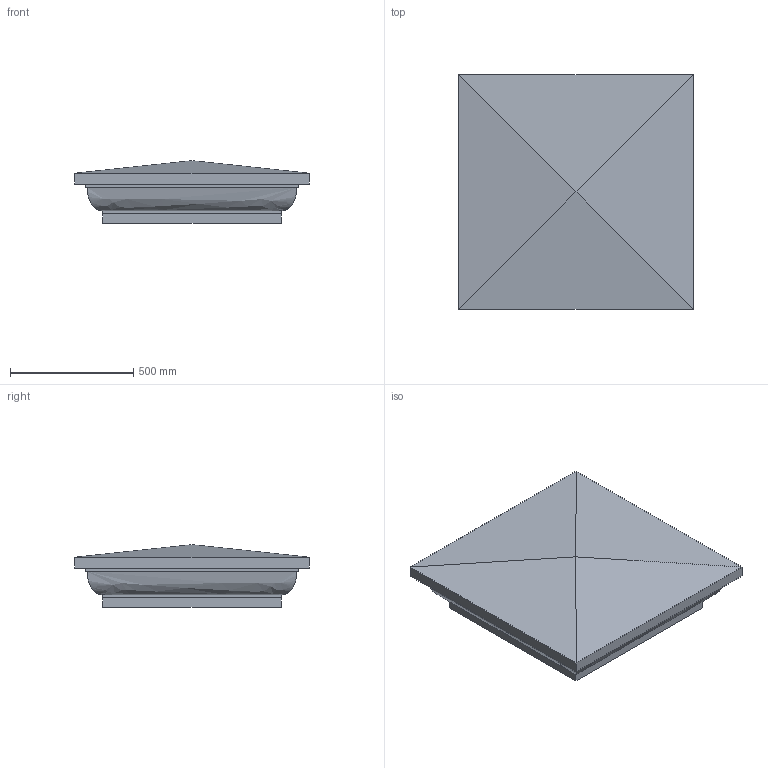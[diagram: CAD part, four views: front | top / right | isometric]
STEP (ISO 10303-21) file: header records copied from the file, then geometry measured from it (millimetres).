
FILE_DESCRIPTION(/* description */ (''),/* implementation_level */ '2;1');
FILE_NAME(/* name */ 'M - 1.step',/* time_stamp */ '2022-07-12T09:40:19-05:00',/* author */ (''),/* organization */ (''),/* preprocessor_version */ 'ST-DEVELOPER v19',/* originating_system */ 'Autodesk Translation Framework v11.7.0.108',/* authorisation */ '');
FILE_SCHEMA (('AUTOMOTIVE_DESIGN { 1 0 10303 214 3 1 1 }'));
Length unit declared in the file: inch
Products named in the file (1): M - 1
Bounding box: 952.5 x 952.5 x 254 mm (x, y, z)
Volume: 156650824 mm3; surface area: 2438237 mm2
Topology: 1 solids, 1 shells, 38 faces, 84 edges, 53 vertices
Faces by surface type: plane 34, bspline 4
Entity records: 1075 total; most frequent: CARTESIAN_POINT 212, ORIENTED_EDGE 168, DIRECTION 158, EDGE_CURVE 84, LINE 80, VECTOR 80, VERTEX_POINT 53, EDGE_LOOP 43
